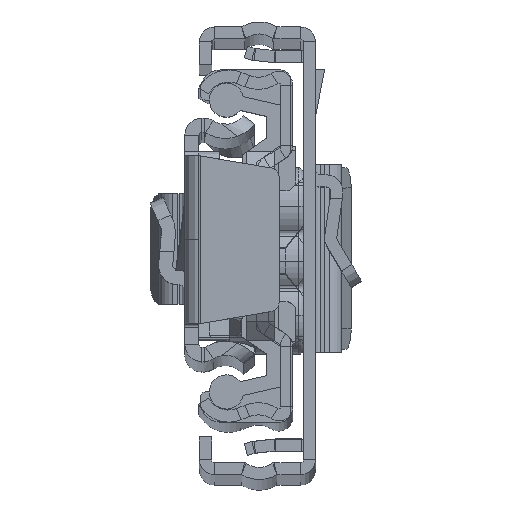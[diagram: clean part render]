
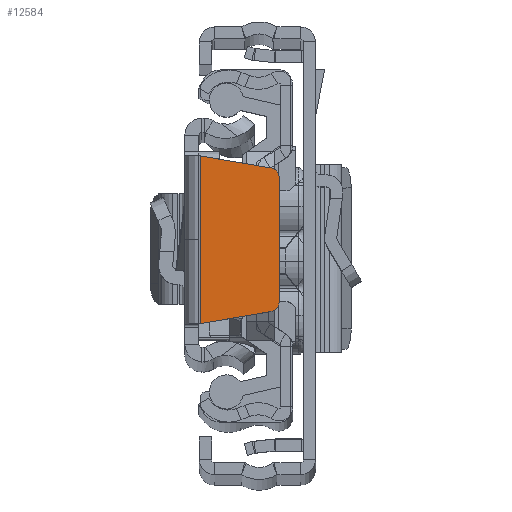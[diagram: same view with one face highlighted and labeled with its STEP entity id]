
A CAD part, top view. The second image highlights one B-rep face of the part: STEP entity #12584.
In plain terms, the highlighted planar face has unit normal (0, 0, 1).
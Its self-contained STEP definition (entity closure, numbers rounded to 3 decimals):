
#841 = VECTOR ( 'NONE', #19875, 1000. ) ;
#1705 = CARTESIAN_POINT ( 'NONE',  ( 8.568, -7.142, 0. ) ) ;
#3513 = ORIENTED_EDGE ( 'NONE', *, *, #10721, .T. ) ;
#3842 = CIRCLE ( 'NONE', #5239, 1. ) ;
#3935 = PLANE ( 'NONE',  #21272 ) ;
#4283 = CARTESIAN_POINT ( 'NONE',  ( 1.6, 8.333, 0. ) ) ;
#4663 = CARTESIAN_POINT ( 'NONE',  ( 9.4, 6.156, 0. ) ) ;
#4831 = EDGE_CURVE ( 'NONE', #20367, #18839, #3842, .T. ) ;
#5239 = AXIS2_PLACEMENT_3D ( 'NONE', #13122, #11483, #18151 ) ;
#5581 = DIRECTION ( 'NONE',  ( -0.986, 0.168, 0. ) ) ;
#6673 = CARTESIAN_POINT ( 'NONE',  ( 8.568, 7.142, 0. ) ) ;
#6675 = CARTESIAN_POINT ( 'NONE',  ( 9.4, 6.156, 0. ) ) ;
#7726 = CARTESIAN_POINT ( 'NONE',  ( 9.4, -6.156, 0. ) ) ;
#8216 = VECTOR ( 'NONE', #5581, 1000. ) ;
#8458 = LINE ( 'NONE', #6675, #841 ) ;
#8539 = DIRECTION ( 'NONE',  ( 0., -1., 0. ) ) ;
#8607 = EDGE_LOOP ( 'NONE', ( #13306, #19667, #13566, #3513, #13820, #18904 ) ) ;
#9976 = LINE ( 'NONE', #13804, #19046 ) ;
#10342 = CIRCLE ( 'NONE', #11386, 1. ) ;
#10661 = CARTESIAN_POINT ( 'NONE',  ( 8.4, 6.156, 0. ) ) ;
#10721 = EDGE_CURVE ( 'NONE', #18839, #15351, #8458, .T. ) ;
#11386 = AXIS2_PLACEMENT_3D ( 'NONE', #13615, #16779, #15131 ) ;
#11483 = DIRECTION ( 'NONE',  ( 0., 0., 1. ) ) ;
#11784 = VERTEX_POINT ( 'NONE', #4283 ) ;
#12082 = LINE ( 'NONE', #13832, #8216 ) ;
#12527 = DIRECTION ( 'NONE',  ( 1., 0., 0. ) ) ;
#12584 = ADVANCED_FACE ( 'NONE', ( #14269 ), #3935, .F. ) ;
#12997 = EDGE_CURVE ( 'NONE', #17845, #20367, #14451, .T. ) ;
#13122 = CARTESIAN_POINT ( 'NONE',  ( 8.4, -6.156, 0. ) ) ;
#13142 = DIRECTION ( 'NONE',  ( 0.986, 0.168, 0. ) ) ;
#13306 = ORIENTED_EDGE ( 'NONE', *, *, #19167, .T. ) ;
#13398 = CARTESIAN_POINT ( 'NONE',  ( 1.6, -8.333, 0. ) ) ;
#13566 = ORIENTED_EDGE ( 'NONE', *, *, #4831, .T. ) ;
#13615 = CARTESIAN_POINT ( 'NONE',  ( 8.4, 6.156, 0. ) ) ;
#13804 = CARTESIAN_POINT ( 'NONE',  ( 1.6, -8.333, 0. ) ) ;
#13820 = ORIENTED_EDGE ( 'NONE', *, *, #14659, .T. ) ;
#13832 = CARTESIAN_POINT ( 'NONE',  ( 1.5, 8.35, 0. ) ) ;
#14269 = FACE_OUTER_BOUND ( 'NONE', #8607, .T. ) ;
#14451 = LINE ( 'NONE', #17843, #19527 ) ;
#14488 = VERTEX_POINT ( 'NONE', #6673 ) ;
#14659 = EDGE_CURVE ( 'NONE', #15351, #14488, #10342, .T. ) ;
#14719 = EDGE_CURVE ( 'NONE', #14488, #11784, #12082, .T. ) ;
#15131 = DIRECTION ( 'NONE',  ( 1., 0., 0. ) ) ;
#15351 = VERTEX_POINT ( 'NONE', #4663 ) ;
#16779 = DIRECTION ( 'NONE',  ( 0., 0., 1. ) ) ;
#17843 = CARTESIAN_POINT ( 'NONE',  ( 8.568, -7.142, 0. ) ) ;
#17845 = VERTEX_POINT ( 'NONE', #13398 ) ;
#18151 = DIRECTION ( 'NONE',  ( 1., 0., 0. ) ) ;
#18839 = VERTEX_POINT ( 'NONE', #7726 ) ;
#18904 = ORIENTED_EDGE ( 'NONE', *, *, #14719, .T. ) ;
#19046 = VECTOR ( 'NONE', #8539, 1000. ) ;
#19102 = DIRECTION ( 'NONE',  ( 0., 0., -1. ) ) ;
#19167 = EDGE_CURVE ( 'NONE', #11784, #17845, #9976, .T. ) ;
#19527 = VECTOR ( 'NONE', #13142, 1000. ) ;
#19667 = ORIENTED_EDGE ( 'NONE', *, *, #12997, .T. ) ;
#19875 = DIRECTION ( 'NONE',  ( 0., 1., 0. ) ) ;
#20367 = VERTEX_POINT ( 'NONE', #1705 ) ;
#21272 = AXIS2_PLACEMENT_3D ( 'NONE', #10661, #19102, #12527 ) ;
